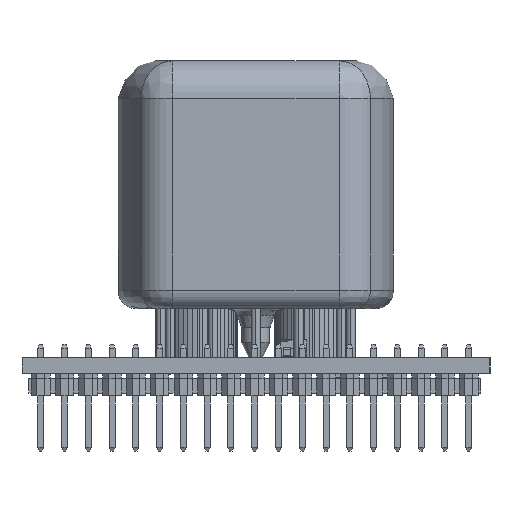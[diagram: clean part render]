
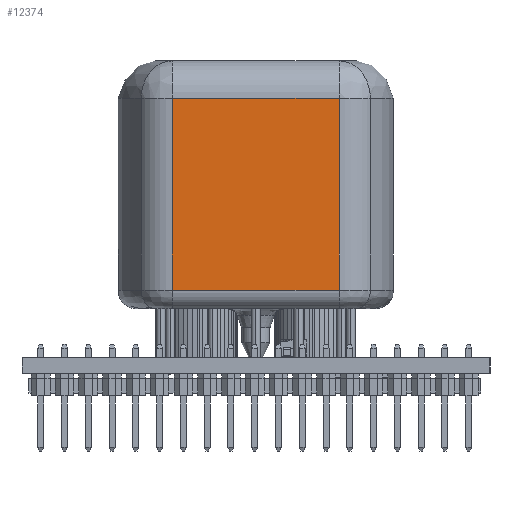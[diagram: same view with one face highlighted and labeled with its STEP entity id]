
A CAD part, left-side view. The second image highlights one B-rep face of the part: STEP entity #12374.
In plain terms, the highlighted planar face has unit normal (-1, 0, 0).
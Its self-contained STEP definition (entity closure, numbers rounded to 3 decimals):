
#12374 = ADVANCED_FACE('',(#12375),#12409,.T.);
#12375 = FACE_BOUND('',#12376,.T.);
#12376 = EDGE_LOOP('',(#12377,#12387,#12395,#12403));
#12377 = ORIENTED_EDGE('',*,*,#12378,.T.);
#12378 = EDGE_CURVE('',#12379,#12381,#12383,.T.);
#12379 = VERTEX_POINT('',#12380);
#12380 = CARTESIAN_POINT('',(9.375,33.945,
    7.2));
#12381 = VERTEX_POINT('',#12382);
#12382 = CARTESIAN_POINT('',(9.375,16.105,
    7.2));
#12383 = LINE('',#12384,#12385);
#12384 = CARTESIAN_POINT('',(9.375,14.182,7.2
    ));
#12385 = VECTOR('',#12386,1.);
#12386 = DIRECTION('',(0.,-1.,0.));
#12387 = ORIENTED_EDGE('',*,*,#12388,.T.);
#12388 = EDGE_CURVE('',#12381,#12389,#12391,.T.);
#12389 = VERTEX_POINT('',#12390);
#12390 = CARTESIAN_POINT('',(9.375,16.105,
    27.7));
#12391 = LINE('',#12392,#12393);
#12392 = CARTESIAN_POINT('',(9.375,16.105,
    5.2));
#12393 = VECTOR('',#12394,1.);
#12394 = DIRECTION('',(0.,0.,1.));
#12395 = ORIENTED_EDGE('',*,*,#12396,.T.);
#12396 = EDGE_CURVE('',#12389,#12397,#12399,.T.);
#12397 = VERTEX_POINT('',#12398);
#12398 = CARTESIAN_POINT('',(9.375,33.945,
    27.7));
#12399 = LINE('',#12400,#12401);
#12400 = CARTESIAN_POINT('',(9.375,14.182,
    27.7));
#12401 = VECTOR('',#12402,1.);
#12402 = DIRECTION('',(0.,1.,0.));
#12403 = ORIENTED_EDGE('',*,*,#12404,.T.);
#12404 = EDGE_CURVE('',#12397,#12379,#12405,.T.);
#12405 = LINE('',#12406,#12407);
#12406 = CARTESIAN_POINT('',(9.375,33.945,
    5.2));
#12407 = VECTOR('',#12408,1.);
#12408 = DIRECTION('',(0.,0.,-1.));
#12409 = PLANE('',#12410);
#12410 = AXIS2_PLACEMENT_3D('',#12411,#12412,#12413);
#12411 = CARTESIAN_POINT('',(9.375,14.182,5.2
    ));
#12412 = DIRECTION('',(-1.,0.,0.));
#12413 = DIRECTION('',(0.,0.,1.));
